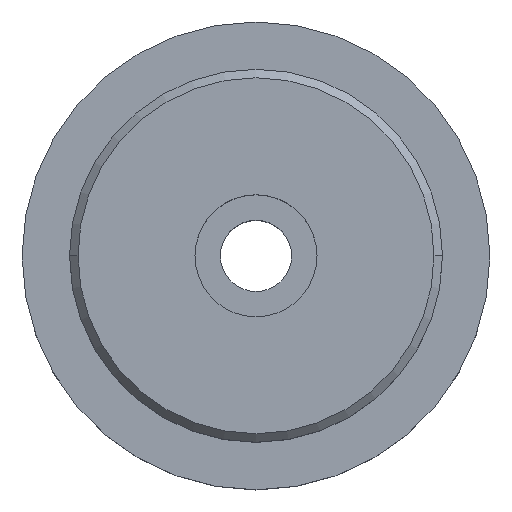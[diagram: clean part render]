
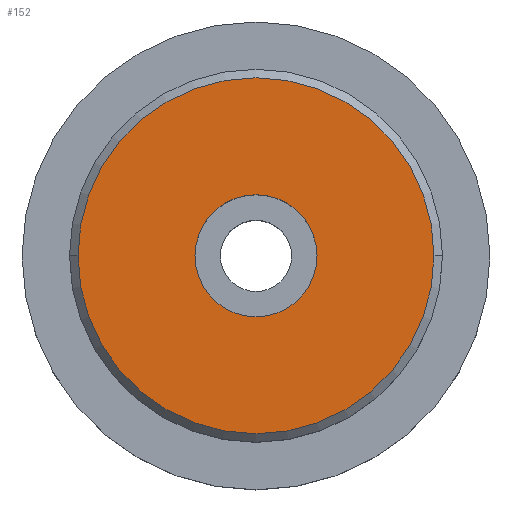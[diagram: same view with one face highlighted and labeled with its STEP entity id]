
A CAD part, top view. The second image highlights one B-rep face of the part: STEP entity #152.
In plain terms, the highlighted planar face has unit normal (0, 0, 1).
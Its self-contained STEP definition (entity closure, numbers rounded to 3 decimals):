
#106=EDGE_CURVE('',#142,#192,#273,.T.);
#142=VERTEX_POINT('',#316);
#152=ADVANCED_FACE('',(#327,#328),#329,.T.);
#162=EDGE_CURVE('',#212,#196,#342,.T.);
#186=EDGE_CURVE('',#196,#212,#366,.T.);
#192=VERTEX_POINT('',#373);
#196=VERTEX_POINT('',#377);
#202=EDGE_CURVE('',#192,#142,#385,.T.);
#212=VERTEX_POINT('',#395);
#273=CIRCLE('',#451,9.0);
#316=CARTESIAN_POINT('',(-9.0,0.,26.0));
#327=FACE_OUTER_BOUND('',#517,.T.);
#328=FACE_BOUND('',#518,.T.);
#329=PLANE('',#519);
#342=CIRCLE('',#534,26.25);
#366=CIRCLE('',#567,26.25);
#373=CARTESIAN_POINT('',(9.0,0.,26.0));
#377=CARTESIAN_POINT('',(26.25,0.,26.0));
#385=CIRCLE('',#591,9.0);
#395=CARTESIAN_POINT('',(-26.25,0.,26.0));
#451=AXIS2_PLACEMENT_3D('',#672,#673,#674);
#517=EDGE_LOOP('',(#758,#759));
#518=EDGE_LOOP('',(#760,#761));
#519=AXIS2_PLACEMENT_3D('',#762,#763,#764);
#534=AXIS2_PLACEMENT_3D('',#784,#785,#786);
#567=AXIS2_PLACEMENT_3D('',#795,#796,#797);
#591=AXIS2_PLACEMENT_3D('',#816,#817,#818);
#672=CARTESIAN_POINT('',(0.0,0.,26.0));
#673=DIRECTION('',(0.0,0.0,1.0));
#674=DIRECTION('',(-1.0,0.,0.0));
#758=ORIENTED_EDGE('',*,*,#162,.T.);
#759=ORIENTED_EDGE('',*,*,#186,.T.);
#760=ORIENTED_EDGE('',*,*,#106,.F.);
#761=ORIENTED_EDGE('',*,*,#202,.F.);
#762=CARTESIAN_POINT('',(-18.25,0.,26.0));
#763=DIRECTION('',(0.0,0.0,1.0));
#764=DIRECTION('',(-1.0,0.,0.0));
#784=CARTESIAN_POINT('',(0.0,0.,26.0));
#785=DIRECTION('',(0.0,0.0,1.0));
#786=DIRECTION('',(-1.0,0.,0.0));
#795=CARTESIAN_POINT('',(0.0,0.,26.0));
#796=DIRECTION('',(0.0,0.0,1.0));
#797=DIRECTION('',(-1.0,0.,0.0));
#816=CARTESIAN_POINT('',(0.0,0.,26.0));
#817=DIRECTION('',(0.0,0.0,1.0));
#818=DIRECTION('',(-1.0,0.,0.0));
